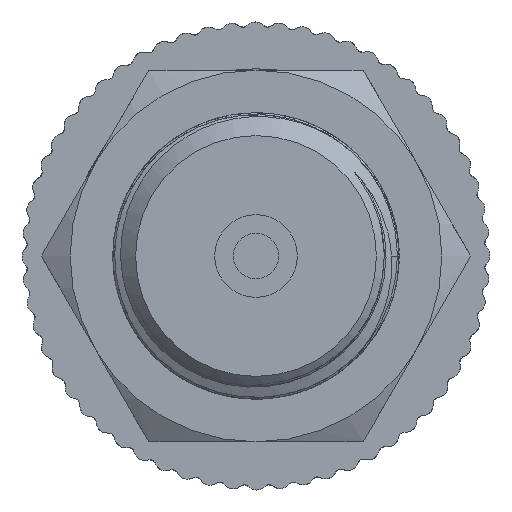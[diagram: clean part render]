
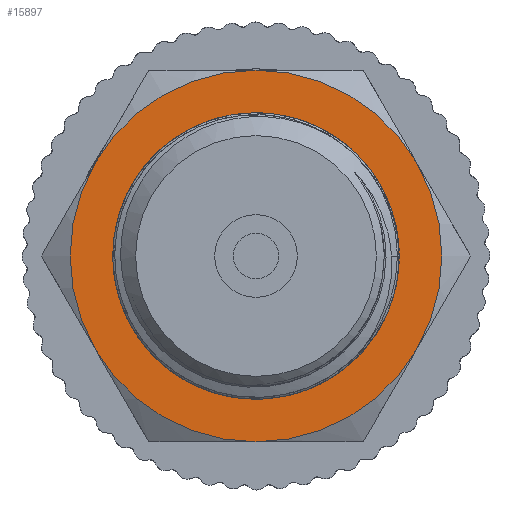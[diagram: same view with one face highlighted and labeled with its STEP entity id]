
A CAD part, left-side view. The second image highlights one B-rep face of the part: STEP entity #15897.
In plain terms, the highlighted planar face has unit normal (-1, 0, 0).
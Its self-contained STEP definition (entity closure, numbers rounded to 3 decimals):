
#154=PLANE('',#16768);
#854=FACE_BOUND('',#2168,.T.);
#1248=FACE_OUTER_BOUND('',#2167,.T.);
#2167=EDGE_LOOP('',(#12223));
#2168=EDGE_LOOP('',(#12224));
#2894=CIRCLE('',#16758,10.);
#2896=CIRCLE('',#16766,13.5);
#6959=VERTEX_POINT('',#35777);
#6960=VERTEX_POINT('',#37631);
#8887=EDGE_CURVE('',#6959,#6959,#2894,.T.);
#8895=EDGE_CURVE('',#6960,#6960,#2896,.T.);
#12223=ORIENTED_EDGE('',*,*,#8895,.F.);
#12224=ORIENTED_EDGE('',*,*,#8887,.T.);
#15897=ADVANCED_FACE('',(#1248,#854),#154,.T.);
#16758=AXIS2_PLACEMENT_3D('',#35778,#18133,#18134);
#16766=AXIS2_PLACEMENT_3D('',#37633,#18152,#18153);
#16768=AXIS2_PLACEMENT_3D('',#37635,#18156,#18157);
#18133=DIRECTION('center_axis',(1.,0.,0.));
#18134=DIRECTION('ref_axis',(0.,0.,-1.));
#18152=DIRECTION('center_axis',(1.,0.,0.));
#18153=DIRECTION('ref_axis',(0.,0.,-1.));
#18156=DIRECTION('center_axis',(-1.,0.,0.));
#18157=DIRECTION('ref_axis',(0.,0.,1.));
#35777=CARTESIAN_POINT('',(-47.,0.,10.));
#35778=CARTESIAN_POINT('Origin',(-47.,0.,0.));
#37631=CARTESIAN_POINT('',(-47.,-13.5,0.));
#37633=CARTESIAN_POINT('Origin',(-47.,0.,0.));
#37635=CARTESIAN_POINT('Origin',(-47.,13.5,0.));
